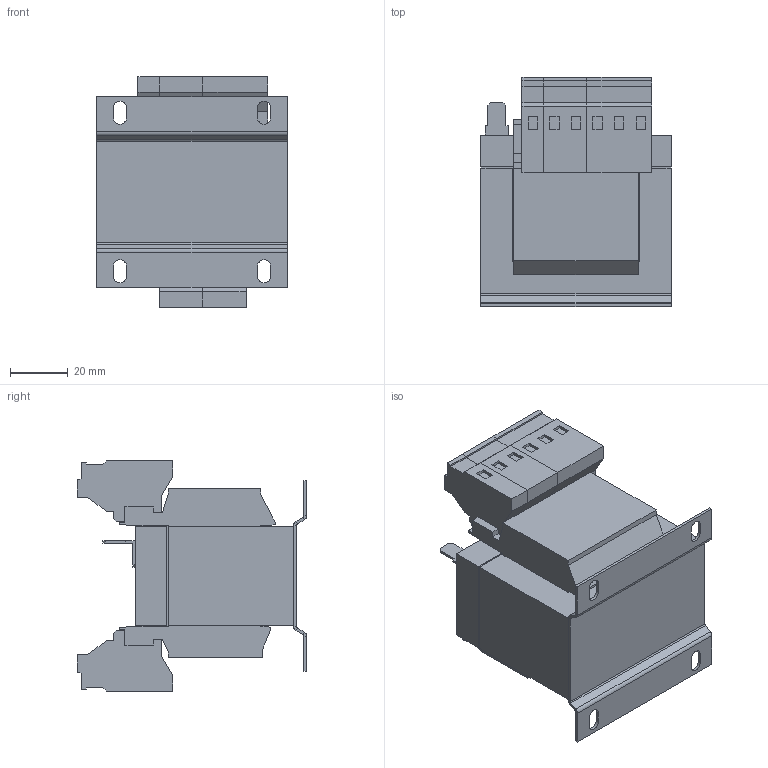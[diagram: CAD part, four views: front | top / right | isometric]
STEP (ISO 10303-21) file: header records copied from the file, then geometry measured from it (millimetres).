
FILE_DESCRIPTION (( 'STEP AP214' ), '1' );
FILE_NAME ('267531.STEP', '2020-07-17T08:53:08', ( '' ), ( '' ), 'SwSTEP 2.0', 'SolidWorks 2018', '' );
FILE_SCHEMA (( 'AUTOMOTIVE_DESIGN' ));
Length unit declared in the file: millimetre
Products named in the file (1): 267531
Bounding box: 66 x 79.55 x 79.9 mm (x, y, z)
Volume: 209258.3 mm3; surface area: 41559.6 mm2
Topology: 1 solids, 1 shells, 312 faces, 776 edges, 484 vertices
Faces by surface type: plane 272, cylinder 40
Entity records: 9078 total; most frequent: CARTESIAN_POINT 1573, ORIENTED_EDGE 1552, DIRECTION 1482, EDGE_CURVE 776, LINE 696, VECTOR 696, VERTEX_POINT 484, AXIS2_PLACEMENT_3D 393
